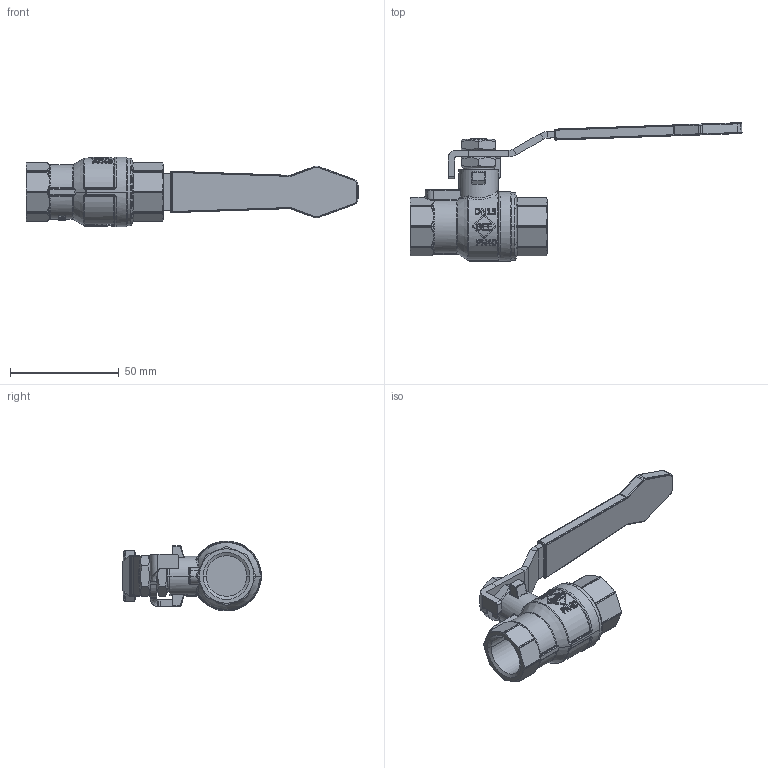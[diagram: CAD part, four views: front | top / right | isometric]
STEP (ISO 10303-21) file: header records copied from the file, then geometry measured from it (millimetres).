
FILE_DESCRIPTION(('STEP AP203'),'1');
FILE_NAME('0020036011015.stp','2025-05-22T05:53:24',('TraceParts'),('TraceParts S.A.'),'Spatial InterOp 3D',' ',' ');
FILE_SCHEMA(('CONFIG_CONTROL_DESIGN'));
Length unit declared in the file: millimetre
Products named in the file (1): 1
Bounding box: 152.52 x 63.72 x 32 mm (x, y, z)
Volume: 45797.8 mm3; surface area: 16983.6 mm2
Topology: 1 solids, 1 shells, 1031 faces, 2659 edges, 1634 vertices
Faces by surface type: bspline 322, plane 318, cylinder 256, cone 56, torus 56, sphere 23
Entity records: 72069 total; most frequent: CARTESIAN_POINT 49417, ORIENTED_EDGE 5230, DIRECTION 3941, EDGE_CURVE 2615, VERTEX_POINT 1634, AXIS2_PLACEMENT_3D 1536, EDGE_LOOP 1083, ADVANCED_FACE 1031
